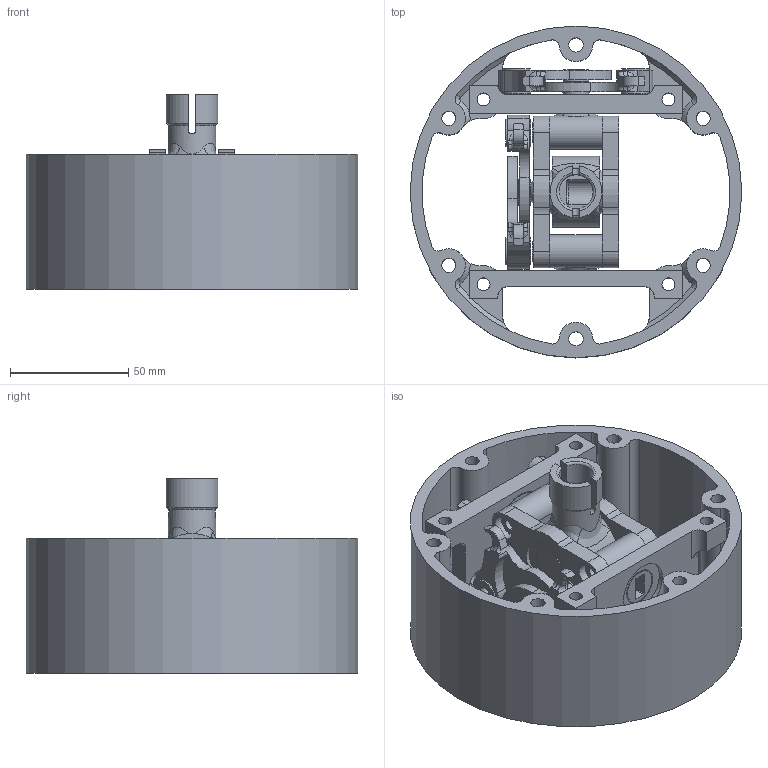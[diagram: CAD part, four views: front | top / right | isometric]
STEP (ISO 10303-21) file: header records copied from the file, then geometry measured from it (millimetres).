
FILE_DESCRIPTION(/* description */ (''),/* implementation_level */ '2;1');
FILE_NAME(/* name */ 'gimbal_frame_assembly.step',/* time_stamp */ '2021-04-06T18:12:23+02:00',/* author */ (''),/* organization */ (''),/* preprocessor_version */ 'ST-DEVELOPER v18.1',/* originating_system */ 'Autodesk Translation Framework v9.10.0.1330',/* authorisation */ '');
FILE_SCHEMA (('AUTOMOTIVE_DESIGN { 1 0 10303 214 3 1 1 }'));
Length unit declared in the file: millimetre
Products named in the file (2): gimbal_frame_assembly; housing_body v1
Assembly tree (1 placements, depth 2):
  gimbal_frame_assembly
    housing_body v1
Bounding box: 140 x 140 x 82 mm (x, y, z)
Volume: 295741.3 mm3; surface area: 138018.2 mm2
Topology: 28 solids, 28 shells, 673 faces, 1663 edges, 1068 vertices
Faces by surface type: cylinder 309, plane 240, cone 72, torus 35, bspline 17
Full cylindrical faces by diameter (mm): 5 x12, 5.5 x30, 6 x6, 8.5 x4, 10 x12, 10.2 x8, 10.5 x1, 11 x4, 11.6 x8, 14 x2, 14.4 x1, 14.6 x2, 14.8 x1, 15 x5, 17.8 x1, 18 x1, 20 x1, 23.2 x4, 24 x4, 24.2 x4, 140 x1
Entity records: 22791 total; most frequent: CARTESIAN_POINT 5998, DIRECTION 3700, ORIENTED_EDGE 3318, EDGE_CURVE 1659, AXIS2_PLACEMENT_3D 1457, VERTEX_POINT 1068, EDGE_LOOP 825, LINE 786
